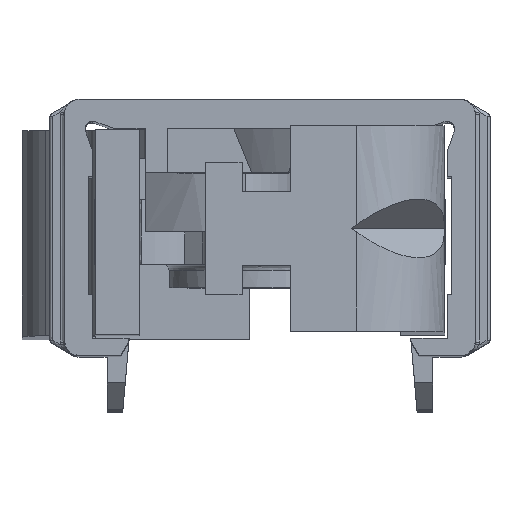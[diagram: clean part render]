
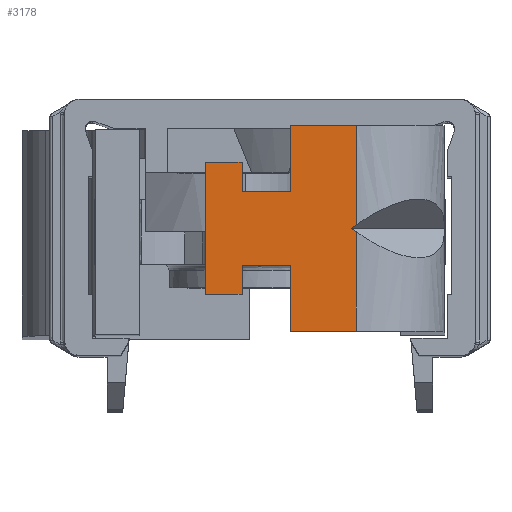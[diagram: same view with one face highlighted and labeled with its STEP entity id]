
A CAD part, top view. The second image highlights one B-rep face of the part: STEP entity #3178.
In plain terms, the highlighted free-form (B-spline) face has degree [1, 1] with [2, 2] control points.
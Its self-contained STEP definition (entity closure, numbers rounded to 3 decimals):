
#1817=CARTESIAN_POINT('',(5.9,0.243,149.));
#1818=VERTEX_POINT('',#1817);
#1834=CARTESIAN_POINT('',(5.557,0.,149.));
#1835=VERTEX_POINT('',#1834);
#1836=CARTESIAN_POINT('',(5.9,0.243,149.));
#1837=CARTESIAN_POINT('',(5.557,0.,149.));
#1838=QUASI_UNIFORM_CURVE('',1,(#1836,#1837),.UNSPECIFIED.,.F.,.U.);
#1839=EDGE_CURVE('',#1818,#1835,#1838,.T.);
#1861=CARTESIAN_POINT('',(5.9,-0.243,149.));
#1862=VERTEX_POINT('',#1861);
#1863=CARTESIAN_POINT('',(5.9,-0.243,149.));
#1864=CARTESIAN_POINT('',(5.557,0.,149.));
#1865=QUASI_UNIFORM_CURVE('',1,(#1863,#1864),.UNSPECIFIED.,.F.,.U.);
#1866=EDGE_CURVE('',#1862,#1835,#1865,.T.);
#2032=CARTESIAN_POINT('',(-1.9,-4.5,149.));
#2033=VERTEX_POINT('',#2032);
#2034=CARTESIAN_POINT('',(-4.4,-4.5,149.));
#2035=VERTEX_POINT('',#2034);
#2036=CARTESIAN_POINT('',(-1.9,-4.5,149.));
#2037=CARTESIAN_POINT('',(-4.4,-4.5,149.));
#2038=QUASI_UNIFORM_CURVE('',1,(#2036,#2037),.UNSPECIFIED.,.F.,.U.);
#2039=EDGE_CURVE('',#2033,#2035,#2038,.T.);
#2068=CARTESIAN_POINT('',(-1.9,-2.5,149.));
#2069=VERTEX_POINT('',#2068);
#2070=CARTESIAN_POINT('',(-1.9,-2.5,149.));
#2071=CARTESIAN_POINT('',(-1.9,-4.5,149.));
#2072=QUASI_UNIFORM_CURVE('',1,(#2070,#2071),.UNSPECIFIED.,.F.,.U.);
#2073=EDGE_CURVE('',#2069,#2033,#2072,.T.);
#2096=CARTESIAN_POINT('',(1.4,-2.5,149.));
#2097=VERTEX_POINT('',#2096);
#2098=CARTESIAN_POINT('',(1.4,-2.5,149.));
#2099=CARTESIAN_POINT('',(-1.9,-2.5,149.));
#2100=QUASI_UNIFORM_CURVE('',1,(#2098,#2099),.UNSPECIFIED.,.F.,.U.);
#2101=EDGE_CURVE('',#2097,#2069,#2100,.T.);
#2124=CARTESIAN_POINT('',(1.4,-7.,149.));
#2125=VERTEX_POINT('',#2124);
#2126=CARTESIAN_POINT('',(1.4,-7.,149.));
#2127=CARTESIAN_POINT('',(1.4,-2.5,149.));
#2128=QUASI_UNIFORM_CURVE('',1,(#2126,#2127),.UNSPECIFIED.,.F.,.U.);
#2129=EDGE_CURVE('',#2125,#2097,#2128,.T.);
#2152=CARTESIAN_POINT('',(1.4,2.5,149.));
#2153=VERTEX_POINT('',#2152);
#2154=CARTESIAN_POINT('',(1.4,7.,149.));
#2155=VERTEX_POINT('',#2154);
#2156=CARTESIAN_POINT('',(1.4,2.5,149.));
#2157=CARTESIAN_POINT('',(1.4,7.,149.));
#2158=QUASI_UNIFORM_CURVE('',1,(#2156,#2157),.UNSPECIFIED.,.F.,.U.);
#2159=EDGE_CURVE('',#2153,#2155,#2158,.T.);
#2188=CARTESIAN_POINT('',(-1.9,2.5,149.));
#2189=VERTEX_POINT('',#2188);
#2190=CARTESIAN_POINT('',(-1.9,2.5,149.));
#2191=CARTESIAN_POINT('',(1.4,2.5,149.));
#2192=QUASI_UNIFORM_CURVE('',1,(#2190,#2191),.UNSPECIFIED.,.F.,.U.);
#2193=EDGE_CURVE('',#2189,#2153,#2192,.T.);
#2216=CARTESIAN_POINT('',(-1.9,4.5,149.));
#2217=VERTEX_POINT('',#2216);
#2218=CARTESIAN_POINT('',(-1.9,4.5,149.));
#2219=CARTESIAN_POINT('',(-1.9,2.5,149.));
#2220=QUASI_UNIFORM_CURVE('',1,(#2218,#2219),.UNSPECIFIED.,.F.,.U.);
#2221=EDGE_CURVE('',#2217,#2189,#2220,.T.);
#2251=CARTESIAN_POINT('',(-4.4,4.5,149.));
#2252=VERTEX_POINT('',#2251);
#2258=CARTESIAN_POINT('',(-4.4,4.5,149.));
#2259=CARTESIAN_POINT('',(-1.9,4.5,149.));
#2260=QUASI_UNIFORM_CURVE('',1,(#2258,#2259),.UNSPECIFIED.,.F.,.U.);
#2261=EDGE_CURVE('',#2252,#2217,#2260,.T.);
#2842=CARTESIAN_POINT('',(5.9,-7.,149.));
#2843=VERTEX_POINT('',#2842);
#2844=CARTESIAN_POINT('',(5.9,-0.243,149.));
#2845=CARTESIAN_POINT('',(5.9,-7.,149.));
#2846=QUASI_UNIFORM_CURVE('',1,(#2844,#2845),.UNSPECIFIED.,.F.,.U.);
#2847=EDGE_CURVE('',#1862,#2843,#2846,.T.);
#3078=CARTESIAN_POINT('',(5.9,7.,149.));
#3079=VERTEX_POINT('',#3078);
#3080=CARTESIAN_POINT('',(1.4,7.,149.));
#3081=CARTESIAN_POINT('',(5.9,7.,149.));
#3082=QUASI_UNIFORM_CURVE('',1,(#3080,#3081),.UNSPECIFIED.,.F.,.U.);
#3083=EDGE_CURVE('',#2155,#3079,#3082,.T.);
#3139=CARTESIAN_POINT('',(1.4,-7.,149.));
#3140=CARTESIAN_POINT('',(5.9,-7.,149.));
#3141=QUASI_UNIFORM_CURVE('',1,(#3139,#3140),.UNSPECIFIED.,.F.,.U.);
#3142=EDGE_CURVE('',#2125,#2843,#3141,.T.);
#3148=CARTESIAN_POINT('',(6.414,7.699,149.));
#3149=CARTESIAN_POINT('',(-4.914,7.699,149.));
#3150=CARTESIAN_POINT('',(6.414,-7.699,149.));
#3151=CARTESIAN_POINT('',(-4.914,-7.699,149.));
#3152=B_SPLINE_SURFACE_WITH_KNOTS('',1,1,((#3148,#3150),(#3149,#3151)),.UNSPECIFIED.,.F.,.F.,.U.,(2,2),(2,2),(0.0,11.329),(0.0,15.399),.UNSPECIFIED.);
#3153=ORIENTED_EDGE('',*,*,#1866,.T.);
#3154=ORIENTED_EDGE('',*,*,#1839,.F.);
#3155=CARTESIAN_POINT('',(5.9,7.,149.));
#3156=CARTESIAN_POINT('',(5.9,0.243,149.));
#3157=QUASI_UNIFORM_CURVE('',1,(#3155,#3156),.UNSPECIFIED.,.F.,.U.);
#3158=EDGE_CURVE('',#3079,#1818,#3157,.T.);
#3159=ORIENTED_EDGE('',*,*,#3158,.F.);
#3160=ORIENTED_EDGE('',*,*,#3083,.F.);
#3161=ORIENTED_EDGE('',*,*,#2159,.F.);
#3162=ORIENTED_EDGE('',*,*,#2193,.F.);
#3163=ORIENTED_EDGE('',*,*,#2221,.F.);
#3164=ORIENTED_EDGE('',*,*,#2261,.F.);
#3165=CARTESIAN_POINT('',(-4.4,4.5,149.));
#3166=CARTESIAN_POINT('',(-4.4,-4.5,149.));
#3167=QUASI_UNIFORM_CURVE('',1,(#3165,#3166),.UNSPECIFIED.,.F.,.U.);
#3168=EDGE_CURVE('',#2252,#2035,#3167,.T.);
#3169=ORIENTED_EDGE('',*,*,#3168,.T.);
#3170=ORIENTED_EDGE('',*,*,#2039,.F.);
#3171=ORIENTED_EDGE('',*,*,#2073,.F.);
#3172=ORIENTED_EDGE('',*,*,#2101,.F.);
#3173=ORIENTED_EDGE('',*,*,#2129,.F.);
#3174=ORIENTED_EDGE('',*,*,#3142,.T.);
#3175=ORIENTED_EDGE('',*,*,#2847,.F.);
#3176=EDGE_LOOP('',(#3153,#3154,#3159,#3160,#3161,#3162,#3163,#3164,#3169,#3170,#3171,#3172,#3173,#3174,#3175));
#3177=FACE_OUTER_BOUND('',#3176,.T.);
#3178=ADVANCED_FACE('',(#3177),#3152,.T.);
